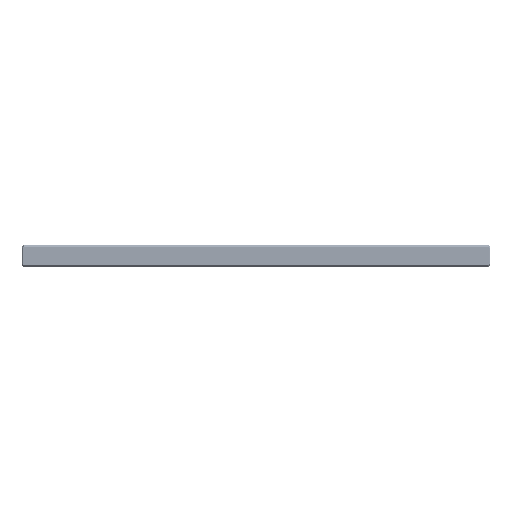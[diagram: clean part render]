
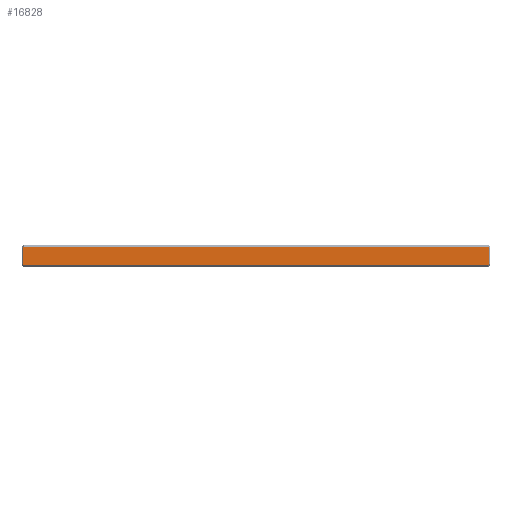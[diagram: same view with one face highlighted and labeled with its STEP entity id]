
A CAD part, front view. The second image highlights one B-rep face of the part: STEP entity #16828.
In plain terms, the highlighted planar face has unit normal (0, -1, 0).
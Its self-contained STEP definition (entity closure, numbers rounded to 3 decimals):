
#11157=FACE_OUTER_BOUND('',#35032,.T.);
#16828=ADVANCED_FACE('',(#11157),#23432,.T.);
#23432=PLANE('',#133607);
#35032=EDGE_LOOP('',(#43203,#43204,#43205,#43206,#43207,#43208,#43209,#43210));
#43203=ORIENTED_EDGE('',*,*,#90831,.T.);
#43204=ORIENTED_EDGE('',*,*,#90832,.F.);
#43205=ORIENTED_EDGE('',*,*,#90833,.T.);
#43206=ORIENTED_EDGE('',*,*,#90834,.T.);
#43207=ORIENTED_EDGE('',*,*,#90835,.T.);
#43208=ORIENTED_EDGE('',*,*,#90836,.F.);
#43209=ORIENTED_EDGE('',*,*,#90837,.T.);
#43210=ORIENTED_EDGE('',*,*,#90838,.T.);
#78731=VERTEX_POINT('',#177151);
#78732=VERTEX_POINT('',#177152);
#78733=VERTEX_POINT('',#177154);
#78734=VERTEX_POINT('',#177156);
#78735=VERTEX_POINT('',#177158);
#78736=VERTEX_POINT('',#177160);
#78737=VERTEX_POINT('',#177162);
#78738=VERTEX_POINT('',#177164);
#90831=EDGE_CURVE('',#78731,#78732,#108505,.T.);
#90832=EDGE_CURVE('',#78733,#78732,#108506,.T.);
#90833=EDGE_CURVE('',#78733,#78734,#108507,.T.);
#90834=EDGE_CURVE('',#78734,#78735,#108508,.T.);
#90835=EDGE_CURVE('',#78735,#78736,#108509,.T.);
#90836=EDGE_CURVE('',#78737,#78736,#108510,.T.);
#90837=EDGE_CURVE('',#78737,#78738,#108511,.T.);
#90838=EDGE_CURVE('',#78738,#78731,#108512,.T.);
#108505=LINE('',#177150,#121097);
#108506=LINE('',#177153,#121098);
#108507=LINE('',#177155,#121099);
#108508=LINE('',#177157,#121100);
#108509=LINE('',#177159,#121101);
#108510=LINE('',#177161,#121102);
#108511=LINE('',#177163,#121103);
#108512=LINE('',#177165,#121104);
#121097=VECTOR('',#143832,1.);
#121098=VECTOR('',#143833,1.);
#121099=VECTOR('',#143834,1.);
#121100=VECTOR('',#143835,1.);
#121101=VECTOR('',#143836,1.);
#121102=VECTOR('',#143837,1.);
#121103=VECTOR('',#143838,1.);
#121104=VECTOR('',#143839,1.);
#133607=AXIS2_PLACEMENT_3D('',#177166,#143840,#143841);
#143832=DIRECTION('',(-1.,0.,0.));
#143833=DIRECTION('',(0.577,0.,0.816));
#143834=DIRECTION('',(0.,0.,-1.));
#143835=DIRECTION('',(0.577,0.,-0.816));
#143836=DIRECTION('',(1.,0.,0.));
#143837=DIRECTION('',(-0.577,0.,-0.816));
#143838=DIRECTION('',(0.,0.,1.));
#143839=DIRECTION('',(-0.577,0.,0.816));
#143840=DIRECTION('',(0.,-1.,0.));
#143841=DIRECTION('',(1.,0.,0.));
#177150=CARTESIAN_POINT('',(-100.,-4.5,4.));
#177151=CARTESIAN_POINT('',(99.3,-4.5,4.));
#177152=CARTESIAN_POINT('',(-99.3,-4.5,4.));
#177153=CARTESIAN_POINT('',(-99.582,-4.5,3.601));
#177154=CARTESIAN_POINT('',(-99.5,-4.5,3.717));
#177155=CARTESIAN_POINT('',(-99.5,-4.5,-4.));
#177156=CARTESIAN_POINT('',(-99.5,-4.5,-3.717));
#177157=CARTESIAN_POINT('',(-103.54,-4.5,1.997));
#177158=CARTESIAN_POINT('',(-99.3,-4.5,-4.));
#177159=CARTESIAN_POINT('',(-100.,-4.5,-4.));
#177160=CARTESIAN_POINT('',(99.3,-4.5,-4.));
#177161=CARTESIAN_POINT('',(99.582,-4.5,-3.601));
#177162=CARTESIAN_POINT('',(99.5,-4.5,-3.717));
#177163=CARTESIAN_POINT('',(99.5,-4.5,4.5));
#177164=CARTESIAN_POINT('',(99.5,-4.5,3.717));
#177165=CARTESIAN_POINT('',(32.631,-4.5,98.284));
#177166=CARTESIAN_POINT('',(-100.,-4.5,4.5));
